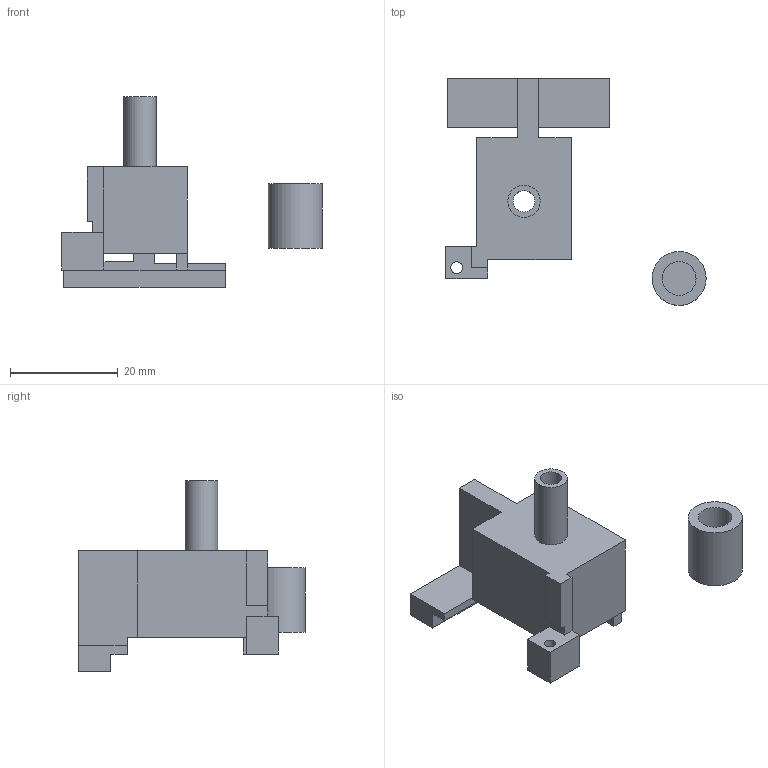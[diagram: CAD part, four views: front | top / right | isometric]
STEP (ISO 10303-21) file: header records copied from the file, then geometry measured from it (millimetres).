
FILE_DESCRIPTION(/* description */ (''),/* implementation_level */ '2;1');
FILE_NAME(/* name */ 'MicroSpectrometer_Tube_aperature.step',/* time_stamp */ '2022-07-05T13:28:47+02:00',/* author */ (''),/* organization */ (''),/* preprocessor_version */ 'ST-DEVELOPER v19',/* originating_system */ 'Autodesk Translation Framework v11.7.0.108',/* authorisation */ '');
FILE_SCHEMA (('AUTOMOTIVE_DESIGN { 1 0 10303 214 3 1 1 }'));
Length unit declared in the file: millimetre
Products named in the file (2): MicroSpectrometer_Tube_aperature; Spec
Assembly tree (1 placements, depth 2):
  MicroSpectrometer_Tube_aperature
    Spec
Bounding box: 48.25 x 42.03 x 35.31 mm (x, y, z)
Volume: 5753.8 mm3; surface area: 5746.3 mm2
Topology: 2 solids, 2 shells, 47 faces, 119 edges, 79 vertices
Faces by surface type: plane 41, cylinder 6
Full cylindrical faces by diameter (mm): 2.2 x1, 4 x1, 6 x1, 6.25 x1, 10 x1, 13.4 x1
Entity records: 1459 total; most frequent: CARTESIAN_POINT 248, ORIENTED_EDGE 238, DIRECTION 231, EDGE_CURVE 119, LINE 107, VECTOR 107, VERTEX_POINT 79, AXIS2_PLACEMENT_3D 62
